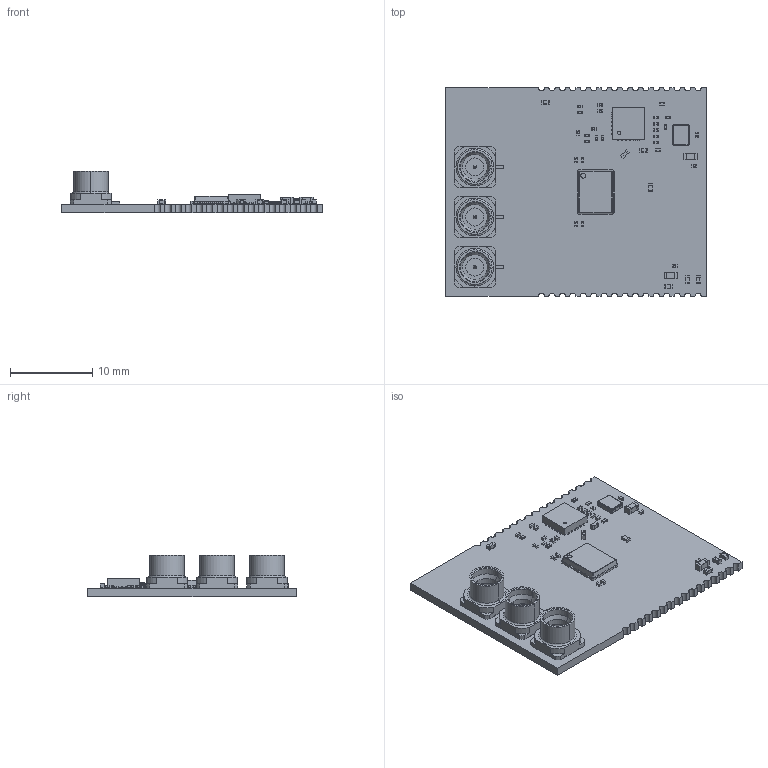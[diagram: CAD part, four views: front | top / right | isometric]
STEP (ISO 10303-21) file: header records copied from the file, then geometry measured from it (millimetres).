
FILE_DESCRIPTION(('KiCad electronic assembly'),'2;1');
FILE_NAME('bgt24_module.step','2019-11-03T18:14:23',('An Author'),( 'A Company'),'Open CASCADE STEP processor 6.9', 'KiCad to STEP converter','Unknown');
FILE_SCHEMA(('AUTOMOTIVE_DESIGN { 1 0 10303 214 1 1 1 1 }'));
Length unit declared in the file: millimetre
Products named in the file (22): Open CASCADE STEP translator 6.9 1; R_0201_0603Metric; SOLID; VQFN-24-1EP_4x4mm_P0.5mm_EP2.45x2.45mm; L_0402_1005Metric; C_0201_0603Metric; BGT24MTR12_VQFN32-9; COMPOUND; 853050232; R_0402_1005Metric; C_0402_1005Metric; ECS-120-8-36-CKM-TR; C_0603_1608Metric
Assembly tree (52 placements, depth 3):
  Open CASCADE STEP translator 6.9 1
    R_0201_0603Metric  x7
      SOLID
    VQFN-24-1EP_4x4mm_P0.5mm_EP2.45x2.45mm
      SOLID
    L_0402_1005Metric  x4
      SOLID
    C_0201_0603Metric  x19
      SOLID
    BGT24MTR12_VQFN32-9
      COMPOUND
    853050232  x3
      COMPOUND
    R_0402_1005Metric
      SOLID
    C_0402_1005Metric  x2
      SOLID
    ECS-120-8-36-CKM-TR
      COMPOUND
    C_0603_1608Metric  x2
      SOLID
    COMPOUND
Bounding box: 31.75 x 25.4 x 5.11 mm (x, y, z)
Volume: 1019.9 mm3; surface area: 2448.8 mm2
Topology: 76 solids, 76 shells, 1965 faces, 5131 edges, 3422 vertices
Faces by surface type: plane 1365, cylinder 560, cone 24, bspline 10, torus 6
Full cylindrical faces by diameter (mm): 0.3 x7, 0.4 x25, 0.6 x1
Entity records: 70046 total; most frequent: CARTESIAN_POINT 12481, DIRECTION 10232, LINE 7070, VECTOR 7070, ORIENTED_EDGE 5278, PCURVE 5278, DEFINITIONAL_REPRESENTATION 5278, EDGE_CURVE 2639
